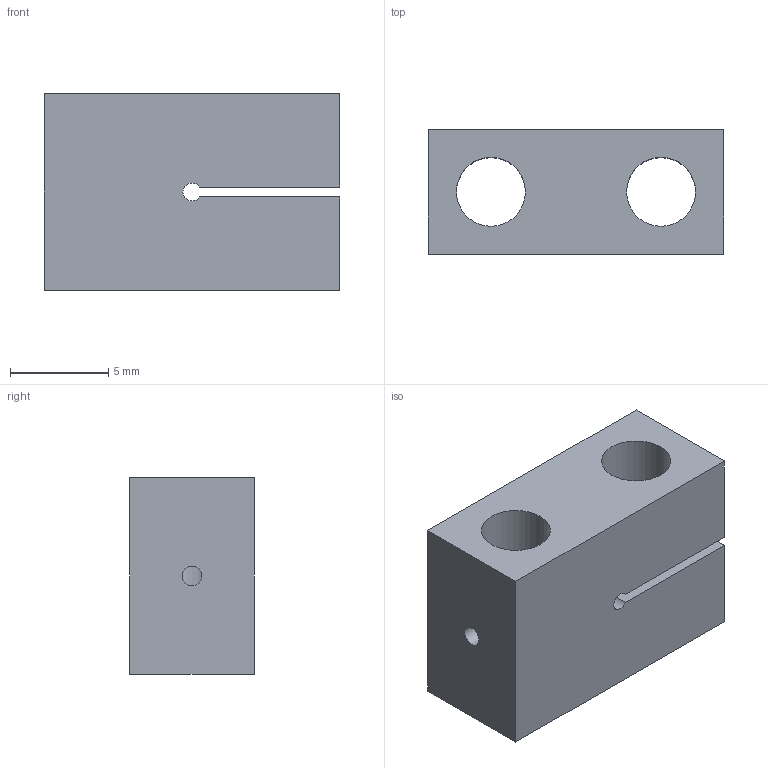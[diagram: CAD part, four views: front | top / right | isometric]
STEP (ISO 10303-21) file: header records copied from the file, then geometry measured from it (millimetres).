
FILE_DESCRIPTION(/* description */ (''),/* implementation_level */ '2;1');
FILE_NAME(/* name */ 'clamp(6-32).stp',/* time_stamp */ '2023-04-28T18:21:20-04:00',/* author */ ('Fujitsu'),/* organization */ (''),/* preprocessor_version */ 'ST-DEVELOPER v19.2',/* originating_system */ 'Autodesk Inventor 2024',/* authorisation */ '');
FILE_SCHEMA (('AUTOMOTIVE_DESIGN { 1 0 10303 214 3 1 1 }'));
Length unit declared in the file: inch
Products named in the file (1): clamp(6-32)
Bounding box: 15 x 6.35 x 10 mm (x, y, z)
Volume: 736.3 mm3; surface area: 870.8 mm2
Topology: 1 solids, 1 shells, 14 faces, 39 edges, 26 vertices
Faces by surface type: plane 9, cylinder 5
Full cylindrical faces by diameter (mm): 1.016 x1, 3.505 x3
Entity records: 542 total; most frequent: CARTESIAN_POINT 115, ORIENTED_EDGE 78, DIRECTION 75, EDGE_CURVE 39, LINE 27, VECTOR 27, VERTEX_POINT 26, AXIS2_PLACEMENT_3D 24
